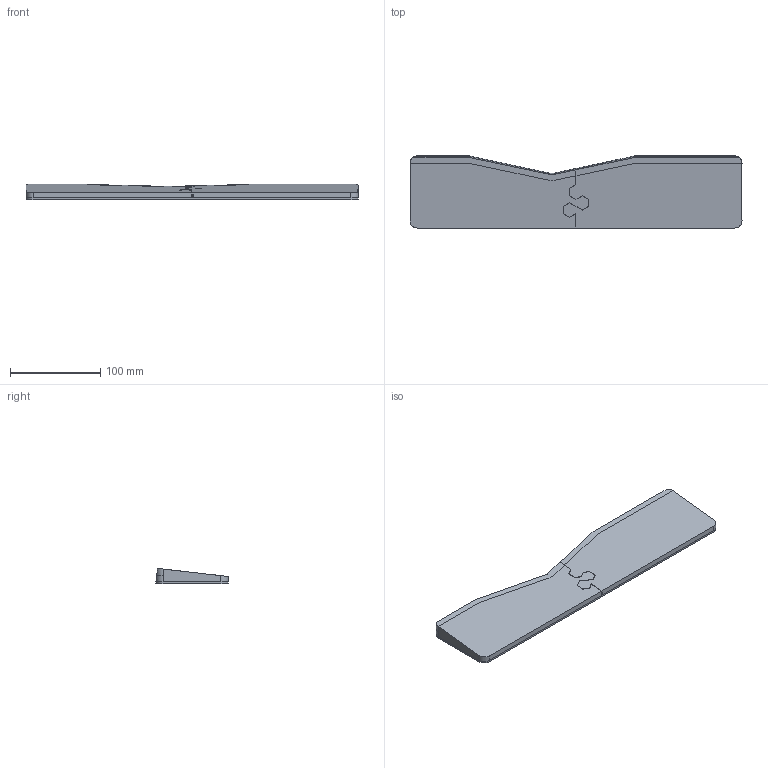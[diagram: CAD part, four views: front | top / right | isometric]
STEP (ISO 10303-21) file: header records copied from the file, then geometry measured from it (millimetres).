
FILE_DESCRIPTION(/* description */ (''),/* implementation_level */ '2;1');
FILE_NAME(/* name */ 'marvelous65 ergo palm rest v9.step',/* time_stamp */ '2021-05-05T13:19:20+07:00',/* author */ (''),/* organization */ (''),/* preprocessor_version */ 'ST-DEVELOPER v18.1',/* originating_system */ 'Autodesk Translation Framework v9.10.0.1330',/* authorisation */ '');
FILE_SCHEMA (('AUTOMOTIVE_DESIGN { 1 0 10303 214 3 1 1 }'));
Length unit declared in the file: millimetre
Products named in the file (1): marvelous65 ergo palm rest
Bounding box: 368.66 x 80 x 16.81 mm (x, y, z)
Volume: 155176.8 mm3; surface area: 143885.4 mm2
Topology: 6 solids, 6 shells, 245 faces, 631 edges, 418 vertices
Faces by surface type: plane 205, cylinder 34, cone 6
Full cylindrical faces by diameter (mm): 3 x6, 4 x6, 8.2 x4
Entity records: 7415 total; most frequent: CARTESIAN_POINT 1295, ORIENTED_EDGE 1262, DIRECTION 1208, EDGE_CURVE 631, LINE 546, VECTOR 546, VERTEX_POINT 418, AXIS2_PLACEMENT_3D 331
